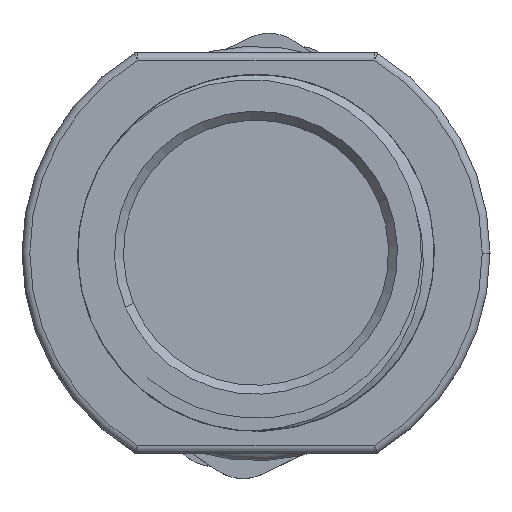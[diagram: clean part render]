
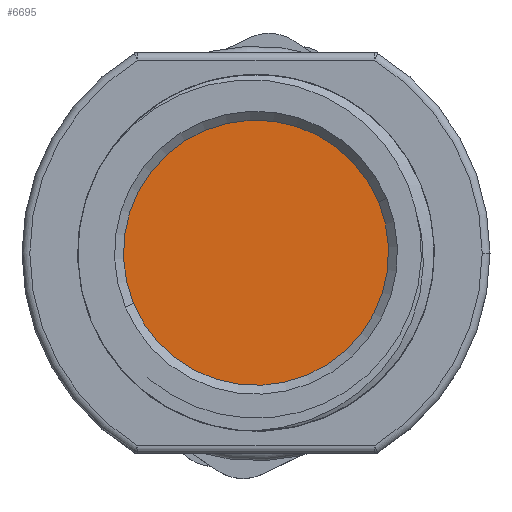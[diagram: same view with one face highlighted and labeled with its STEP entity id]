
A CAD part, top view. The second image highlights one B-rep face of the part: STEP entity #6695.
In plain terms, the highlighted planar face has unit normal (0, 0, 1).
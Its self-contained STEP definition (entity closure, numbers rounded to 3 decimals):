
#125 = DIRECTION ( 'NONE',  ( 0., 0., 1. ) ) ;
#302 = CIRCLE ( 'NONE', #5343, 6.95 ) ;
#349 = ORIENTED_EDGE ( 'NONE', *, *, #1267, .T. ) ;
#1267 = EDGE_CURVE ( 'NONE', #5612, #1703, #302, .T. ) ;
#1703 = VERTEX_POINT ( 'NONE', #2170 ) ;
#2170 = CARTESIAN_POINT ( 'NONE',  ( 6.95, 0., 1. ) ) ;
#2188 = EDGE_LOOP ( 'NONE', ( #349, #6431 ) ) ;
#2281 = PLANE ( 'NONE',  #5650 ) ;
#2861 = CARTESIAN_POINT ( 'NONE',  ( 0., 0., 1. ) ) ;
#3403 = CARTESIAN_POINT ( 'NONE',  ( 0., 0., 1. ) ) ;
#3424 = DIRECTION ( 'NONE',  ( 1., 0., 0. ) ) ;
#3926 = DIRECTION ( 'NONE',  ( 1., 0., 0. ) ) ;
#4451 = FACE_OUTER_BOUND ( 'NONE', #2188, .T. ) ;
#5280 = AXIS2_PLACEMENT_3D ( 'NONE', #2861, #6659, #3424 ) ;
#5343 = AXIS2_PLACEMENT_3D ( 'NONE', #5567, #5489, #5419 ) ;
#5388 = CIRCLE ( 'NONE', #5280, 6.95 ) ;
#5419 = DIRECTION ( 'NONE',  ( 1., 0., 0. ) ) ;
#5489 = DIRECTION ( 'NONE',  ( 0., 0., 1. ) ) ;
#5567 = CARTESIAN_POINT ( 'NONE',  ( 0., 0., 1. ) ) ;
#5612 = VERTEX_POINT ( 'NONE', #6824 ) ;
#5650 = AXIS2_PLACEMENT_3D ( 'NONE', #3403, #125, #3926 ) ;
#6431 = ORIENTED_EDGE ( 'NONE', *, *, #6717, .T. ) ;
#6659 = DIRECTION ( 'NONE',  ( 0., 0., 1. ) ) ;
#6695 = ADVANCED_FACE ( 'NONE', ( #4451 ), #2281, .T. ) ;
#6717 = EDGE_CURVE ( 'NONE', #1703, #5612, #5388, .T. ) ;
#6824 = CARTESIAN_POINT ( 'NONE',  ( -6.95, 0., 1. ) ) ;
